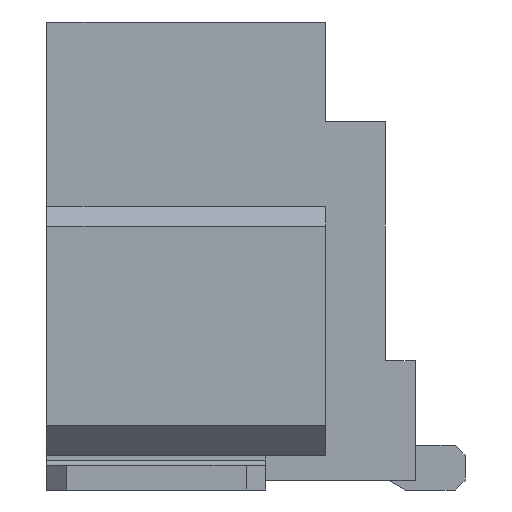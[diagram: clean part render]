
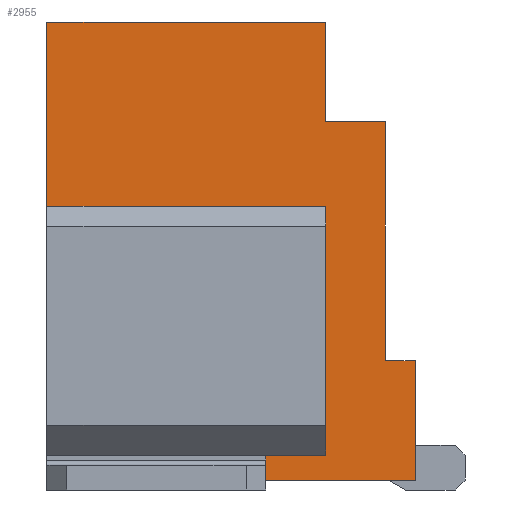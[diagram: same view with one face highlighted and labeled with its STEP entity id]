
A CAD part, left-side view. The second image highlights one B-rep face of the part: STEP entity #2955.
In plain terms, the highlighted planar face has unit normal (-1, 0, 0).
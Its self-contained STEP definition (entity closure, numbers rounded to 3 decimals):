
#137=DIRECTION('',(0.,-1.,0.));
#138=VECTOR('',#137,2.8);
#139=CARTESIAN_POINT('',(-2.125,1.85,2.3));
#140=LINE('',#139,#138);
#409=DIRECTION('',(0.,0.,-1.));
#410=VECTOR('',#409,1.);
#411=CARTESIAN_POINT('',(-2.125,-0.95,2.3));
#412=LINE('',#411,#410);
#413=DIRECTION('',(0.,-1.,0.));
#414=VECTOR('',#413,0.6);
#415=CARTESIAN_POINT('',(-2.125,-0.95,1.3));
#416=LINE('',#415,#414);
#417=DIRECTION('',(0.,0.,-1.));
#418=VECTOR('',#417,2.4);
#419=CARTESIAN_POINT('',(-2.125,-1.55,1.3));
#420=LINE('',#419,#418);
#421=DIRECTION('',(0.,1.,0.));
#422=VECTOR('',#421,0.3);
#423=CARTESIAN_POINT('',(-2.125,-1.85,-1.1));
#424=LINE('',#423,#422);
#425=DIRECTION('',(0.,0.,1.));
#426=VECTOR('',#425,0.25);
#427=CARTESIAN_POINT('',(-2.125,1.85,-2.3));
#428=LINE('',#427,#426);
#429=DIRECTION('',(0.,-1.,0.));
#430=VECTOR('',#429,2.8);
#431=CARTESIAN_POINT('',(-2.125,1.85,-2.05));
#432=LINE('',#431,#430);
#433=DIRECTION('',(0.,0.,-1.));
#434=VECTOR('',#433,2.5);
#435=CARTESIAN_POINT('',(-2.125,-0.95,0.45));
#436=LINE('',#435,#434);
#437=DIRECTION('',(0.,-1.,0.));
#438=VECTOR('',#437,2.8);
#439=CARTESIAN_POINT('',(-2.125,1.85,0.45));
#440=LINE('',#439,#438);
#441=DIRECTION('',(0.,0.,1.));
#442=VECTOR('',#441,1.85);
#443=CARTESIAN_POINT('',(-2.125,1.85,0.45));
#444=LINE('',#443,#442);
#1247=DIRECTION('',(0.,-1.,0.));
#1248=VECTOR('',#1247,3.7);
#1249=CARTESIAN_POINT('',(-2.125,1.85,-2.3));
#1250=LINE('',#1249,#1248);
#1291=DIRECTION('',(0.,0.,1.));
#1292=VECTOR('',#1291,1.2);
#1293=CARTESIAN_POINT('',(-2.125,-1.85,-2.3));
#1294=LINE('',#1293,#1292);
#1907=CARTESIAN_POINT('',(-2.125,1.85,-2.3));
#1908=CARTESIAN_POINT('',(-2.125,-1.85,-2.3));
#1909=VERTEX_POINT('',#1907);
#1910=VERTEX_POINT('',#1908);
#1947=CARTESIAN_POINT('',(-2.125,-0.95,0.45));
#1948=CARTESIAN_POINT('',(-2.125,-0.95,-2.05));
#1949=VERTEX_POINT('',#1947);
#1950=VERTEX_POINT('',#1948);
#1951=CARTESIAN_POINT('',(-2.125,1.85,0.45));
#1952=VERTEX_POINT('',#1951);
#1959=CARTESIAN_POINT('',(-2.125,1.85,2.3));
#1960=VERTEX_POINT('',#1959);
#1995=CARTESIAN_POINT('',(-2.125,-1.85,-1.1));
#1996=CARTESIAN_POINT('',(-2.125,-1.55,-1.1));
#1997=VERTEX_POINT('',#1995);
#1998=VERTEX_POINT('',#1996);
#2004=CARTESIAN_POINT('',(-2.125,-1.55,1.3));
#2006=VERTEX_POINT('',#2004);
#2109=CARTESIAN_POINT('',(-2.125,-0.95,2.3));
#2110=CARTESIAN_POINT('',(-2.125,-0.95,1.3));
#2111=VERTEX_POINT('',#2109);
#2112=VERTEX_POINT('',#2110);
#2267=CARTESIAN_POINT('',(-2.125,1.85,-2.05));
#2268=VERTEX_POINT('',#2267);
#2928=CARTESIAN_POINT('',(-2.125,1.85,-2.3));
#2929=DIRECTION('',(-1.,0.,0.));
#2930=DIRECTION('',(0.,-1.,0.));
#2931=AXIS2_PLACEMENT_3D('',#2928,#2929,#2930);
#2932=PLANE('',#2931);
#2934=ORIENTED_EDGE('',*,*,#2933,.T.);
#2936=ORIENTED_EDGE('',*,*,#2935,.T.);
#2938=ORIENTED_EDGE('',*,*,#2937,.T.);
#2939=ORIENTED_EDGE('',*,*,#2560,.F.);
#2941=ORIENTED_EDGE('',*,*,#2940,.F.);
#2943=ORIENTED_EDGE('',*,*,#2942,.F.);
#2944=ORIENTED_EDGE('',*,*,#2832,.T.);
#2946=ORIENTED_EDGE('',*,*,#2945,.T.);
#2948=ORIENTED_EDGE('',*,*,#2947,.F.);
#2950=ORIENTED_EDGE('',*,*,#2949,.F.);
#2951=ORIENTED_EDGE('',*,*,#2810,.T.);
#2952=ORIENTED_EDGE('',*,*,#2670,.T.);
#2953=EDGE_LOOP('',(#2934,#2936,#2938,#2939,#2941,#2943,#2944,#2946,#2948,#2950,
#2951,#2952));
#2954=FACE_OUTER_BOUND('',#2953,.F.);
#2955=ADVANCED_FACE('',(#2954),#2932,.T.);
#2560=EDGE_CURVE('',#1997,#1998,#424,.T.);
#2670=EDGE_CURVE('',#1960,#2111,#140,.T.);
#2810=EDGE_CURVE('',#1952,#1960,#444,.T.);
#2832=EDGE_CURVE('',#1909,#2268,#428,.T.);
#2933=EDGE_CURVE('',#2111,#2112,#412,.T.);
#2935=EDGE_CURVE('',#2112,#2006,#416,.T.);
#2937=EDGE_CURVE('',#2006,#1998,#420,.T.);
#2940=EDGE_CURVE('',#1910,#1997,#1294,.T.);
#2942=EDGE_CURVE('',#1909,#1910,#1250,.T.);
#2945=EDGE_CURVE('',#2268,#1950,#432,.T.);
#2947=EDGE_CURVE('',#1949,#1950,#436,.T.);
#2949=EDGE_CURVE('',#1952,#1949,#440,.T.);
